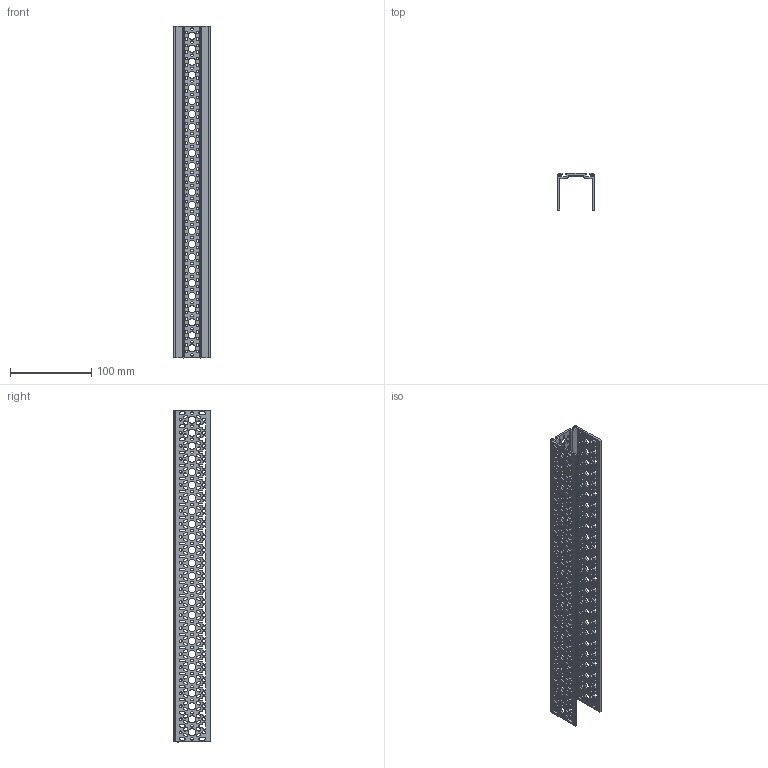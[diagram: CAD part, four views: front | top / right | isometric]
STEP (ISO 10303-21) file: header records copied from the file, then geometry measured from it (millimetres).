
FILE_DESCRIPTION (( 'STEP AP203' ), '1' );
FILE_NAME ('REV-41-1742.STEP', '2020-10-06T19:41:48', ( '' ), ( '' ), 'SwSTEP 2.0', 'SolidWorks 2019', '' );
FILE_SCHEMA (( 'CONFIG_CONTROL_DESIGN' ));
Products named in the file (1): REV-41-1742
Bounding box: 45 x 45 x 408 mm (x, y, z)
Volume: 105241.7 mm3; surface area: 122176.3 mm2
Topology: 1 solids, 1 shells, 2528 faces, 7578 edges, 5052 vertices
Faces by surface type: cylinder 1640, plane 888
Entity records: 89367 total; most frequent: DIRECTION 15916, CARTESIAN_POINT 15159, ORIENTED_EDGE 15156, EDGE_CURVE 7578, AXIS2_PLACEMENT_3D 5809, VERTEX_POINT 5052, VECTOR 4298, LINE 4298
